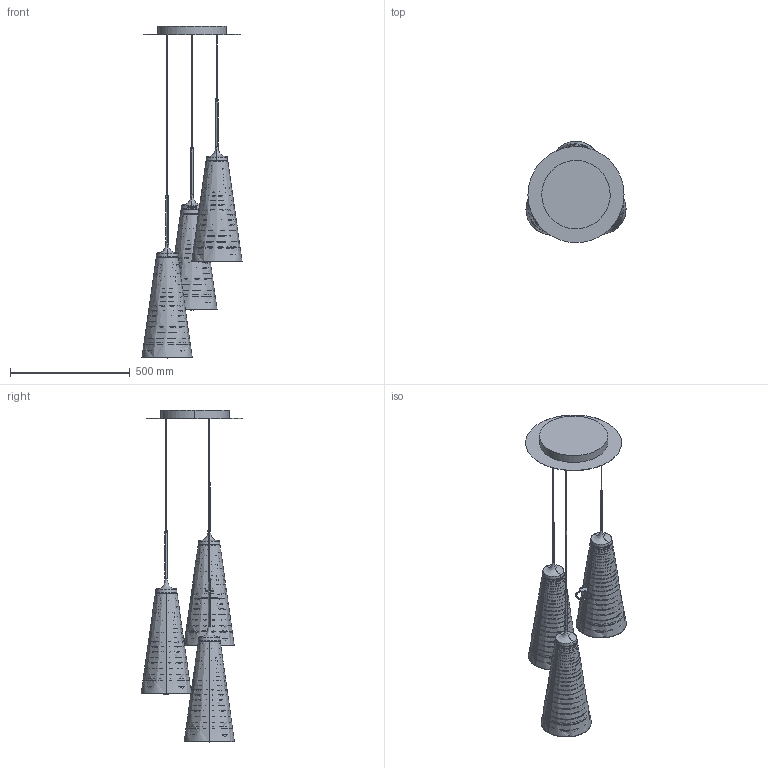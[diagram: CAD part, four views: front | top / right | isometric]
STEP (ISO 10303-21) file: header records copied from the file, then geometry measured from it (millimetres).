
FILE_DESCRIPTION(/* description */ (''),/* implementation_level */ '2;1');
FILE_NAME(/* name */ 'LOOKAT~4',/* time_stamp */ '2019-07-19T11:17:58+02:00',/* author */ (''),/* organization */ (''),/* preprocessor_version */ 'ST-DEVELOPER v15',/* originating_system */ '',/* authorisation */ '');
FILE_SCHEMA (('AUTOMOTIVE_DESIGN'));
Length unit declared in the file: millimetre
Products named in the file (1): Document
Bounding box: 417.66 x 425.13 x 1385.9 mm (x, y, z)
Volume: 2702642.8 mm3; surface area: 1930812.8 mm2
Topology: 18 solids, 73 shells, 867 faces, 2195 edges, 1392 vertices
Faces by surface type: bspline 639, plane 228
Entity records: 46078 total; most frequent: CARTESIAN_POINT 33931, ORIENTED_EDGE 3905, EDGE_CURVE 2152, VERTEX_POINT 1357, EDGE_LOOP 983, ADVANCED_FACE 867, FACE_OUTER_BOUND 867, B_SPLINE_CURVE_WITH_KNOTS 618
